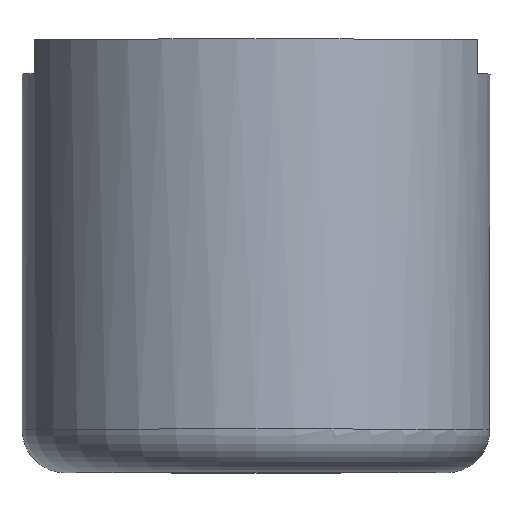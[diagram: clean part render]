
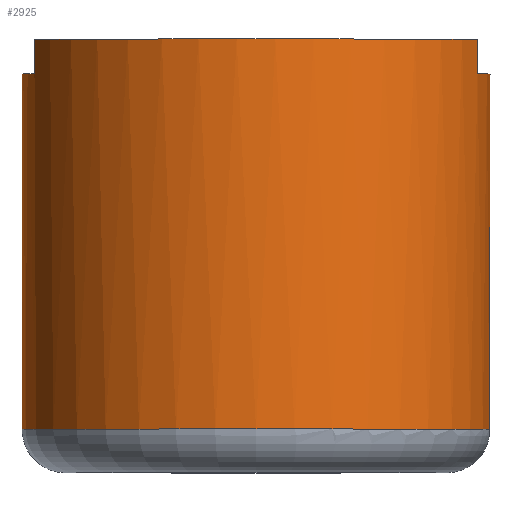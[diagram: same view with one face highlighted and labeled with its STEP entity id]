
A CAD part, top view. The second image highlights one B-rep face of the part: STEP entity #2925.
In plain terms, the highlighted cylindrical face has radius 27 mm (diameter 54 mm), a full revolution.
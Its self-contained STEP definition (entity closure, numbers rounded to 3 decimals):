
#35=CIRCLE('',#3067,27.);
#37=CIRCLE('',#3069,27.);
#57=CIRCLE('',#3097,27.);
#67=CIRCLE('',#3112,27.);
#68=CIRCLE('',#3113,27.);
#69=CIRCLE('',#3114,27.);
#80=CIRCLE('',#3135,27.);
#81=CIRCLE('',#3136,27.);
#82=CIRCLE('',#3137,27.);
#98=CYLINDRICAL_SURFACE('',#3134,27.);
#328=FACE_OUTER_BOUND('',#501,.T.);
#501=EDGE_LOOP('',(#2423,#2424,#2425,#2426,#2427,#2428,#2429,#2430,#2431,
#2432,#2433,#2434,#2435,#2436,#2437,#2438,#2439));
#717=LINE('',#5618,#984);
#718=LINE('',#5621,#985);
#719=LINE('',#5623,#986);
#720=LINE('',#5626,#987);
#721=LINE('',#5628,#988);
#984=VECTOR('',#3578,27.);
#985=VECTOR('',#3581,10.);
#986=VECTOR('',#3582,10.);
#987=VECTOR('',#3585,10.);
#988=VECTOR('',#3586,10.);
#1169=B_SPLINE_CURVE_WITH_KNOTS('',3,(#5409,#5410,#5411,#5412,#5413,#5414,
#5415,#5416,#5417),.UNSPECIFIED.,.F.,.F.,(4,1,1,1,1,1,4),(-1.62,
-1.389,-1.157,-0.926,-0.694,
-0.463,0.),.UNSPECIFIED.);
#1172=B_SPLINE_CURVE_WITH_KNOTS('',3,(#5490,#5491,#5492,#5493,#5494,#5495,
#5496,#5497,#5498,#5499),.UNSPECIFIED.,.F.,.F.,(4,1,1,1,1,1,1,4),(-2.003,
-1.772,-1.54,-1.309,-1.078,
-0.846,-0.615,-0.383),.UNSPECIFIED.);
#1334=VERTEX_POINT('',#5121);
#1335=VERTEX_POINT('',#5122);
#1338=VERTEX_POINT('',#5128);
#1339=VERTEX_POINT('',#5130);
#1359=VERTEX_POINT('',#5351);
#1363=VERTEX_POINT('',#5358);
#1365=VERTEX_POINT('',#5407);
#1366=VERTEX_POINT('',#5477);
#1376=VERTEX_POINT('',#5580);
#1377=VERTEX_POINT('',#5582);
#1383=VERTEX_POINT('',#5617);
#1384=VERTEX_POINT('',#5619);
#1385=VERTEX_POINT('',#5622);
#1386=VERTEX_POINT('',#5624);
#1387=VERTEX_POINT('',#5627);
#1673=EDGE_CURVE('',#1334,#1335,#35,.T.);
#1677=EDGE_CURVE('',#1338,#1339,#37,.T.);
#1710=EDGE_CURVE('',#1363,#1359,#57,.T.);
#1712=EDGE_CURVE('',#1365,#1363,#1169,.T.);
#1716=EDGE_CURVE('',#1359,#1366,#1172,.T.);
#1733=EDGE_CURVE('',#1376,#1377,#67,.T.);
#1734=EDGE_CURVE('',#1377,#1365,#68,.T.);
#1735=EDGE_CURVE('',#1366,#1376,#69,.T.);
#1752=EDGE_CURVE('',#1377,#1383,#717,.T.);
#1753=EDGE_CURVE('',#1384,#1383,#80,.T.);
#1754=EDGE_CURVE('',#1384,#1335,#718,.T.);
#1755=EDGE_CURVE('',#1385,#1334,#719,.T.);
#1756=EDGE_CURVE('',#1386,#1385,#81,.T.);
#1757=EDGE_CURVE('',#1386,#1339,#720,.T.);
#1758=EDGE_CURVE('',#1387,#1338,#721,.T.);
#1759=EDGE_CURVE('',#1383,#1387,#82,.T.);
#2423=ORIENTED_EDGE('',*,*,#1712,.F.);
#2424=ORIENTED_EDGE('',*,*,#1734,.F.);
#2425=ORIENTED_EDGE('',*,*,#1752,.T.);
#2426=ORIENTED_EDGE('',*,*,#1753,.F.);
#2427=ORIENTED_EDGE('',*,*,#1754,.T.);
#2428=ORIENTED_EDGE('',*,*,#1673,.F.);
#2429=ORIENTED_EDGE('',*,*,#1755,.F.);
#2430=ORIENTED_EDGE('',*,*,#1756,.F.);
#2431=ORIENTED_EDGE('',*,*,#1757,.T.);
#2432=ORIENTED_EDGE('',*,*,#1677,.F.);
#2433=ORIENTED_EDGE('',*,*,#1758,.F.);
#2434=ORIENTED_EDGE('',*,*,#1759,.F.);
#2435=ORIENTED_EDGE('',*,*,#1752,.F.);
#2436=ORIENTED_EDGE('',*,*,#1733,.F.);
#2437=ORIENTED_EDGE('',*,*,#1735,.F.);
#2438=ORIENTED_EDGE('',*,*,#1716,.F.);
#2439=ORIENTED_EDGE('',*,*,#1710,.F.);
#2925=ADVANCED_FACE('',(#328),#98,.T.);
#3067=AXIS2_PLACEMENT_3D('',#5123,#3423,#3424);
#3069=AXIS2_PLACEMENT_3D('',#5131,#3429,#3430);
#3097=AXIS2_PLACEMENT_3D('',#5360,#3491,#3492);
#3112=AXIS2_PLACEMENT_3D('',#5583,#3526,#3527);
#3113=AXIS2_PLACEMENT_3D('',#5584,#3528,#3529);
#3114=AXIS2_PLACEMENT_3D('',#5585,#3530,#3531);
#3134=AXIS2_PLACEMENT_3D('',#5616,#3576,#3577);
#3135=AXIS2_PLACEMENT_3D('',#5620,#3579,#3580);
#3136=AXIS2_PLACEMENT_3D('',#5625,#3583,#3584);
#3137=AXIS2_PLACEMENT_3D('',#5629,#3587,#3588);
#3423=DIRECTION('center_axis',(0.,1.,0.));
#3424=DIRECTION('ref_axis',(1.,0.,0.));
#3429=DIRECTION('center_axis',(0.,1.,0.));
#3430=DIRECTION('ref_axis',(1.,0.,0.));
#3491=DIRECTION('center_axis',(0.,-1.,0.));
#3492=DIRECTION('ref_axis',(0.,0.,-1.));
#3526=DIRECTION('center_axis',(0.,-1.,0.));
#3527=DIRECTION('ref_axis',(1.,0.,0.));
#3528=DIRECTION('center_axis',(0.,-1.,0.));
#3529=DIRECTION('ref_axis',(1.,0.,0.));
#3530=DIRECTION('center_axis',(0.,-1.,0.));
#3531=DIRECTION('ref_axis',(1.,0.,0.));
#3576=DIRECTION('center_axis',(0.,-1.,0.));
#3577=DIRECTION('ref_axis',(1.,0.,0.));
#3578=DIRECTION('',(0.,1.,0.));
#3579=DIRECTION('center_axis',(0.,1.,0.));
#3580=DIRECTION('ref_axis',(1.,0.,0.));
#3581=DIRECTION('',(0.,1.,0.));
#3582=DIRECTION('',(0.,1.,0.));
#3583=DIRECTION('center_axis',(0.,1.,0.));
#3584=DIRECTION('ref_axis',(1.,0.,0.));
#3585=DIRECTION('',(0.,1.,0.));
#3586=DIRECTION('',(0.,1.,0.));
#3587=DIRECTION('center_axis',(0.,1.,0.));
#3588=DIRECTION('ref_axis',(1.,0.,0.));
#5121=CARTESIAN_POINT('',(25.56,4.,-8.7));
#5122=CARTESIAN_POINT('',(-25.56,4.,-8.7));
#5123=CARTESIAN_POINT('Origin',(0.,4.,0.));
#5128=CARTESIAN_POINT('',(-25.56,4.,8.7));
#5130=CARTESIAN_POINT('',(25.56,4.,8.7));
#5131=CARTESIAN_POINT('Origin',(0.,4.,0.));
#5351=CARTESIAN_POINT('',(9.643,-30.,-25.219));
#5358=CARTESIAN_POINT('',(-9.643,-30.,-25.219));
#5360=CARTESIAN_POINT('Origin',(0.,-30.,0.));
#5407=CARTESIAN_POINT('',(-12.841,-41.,-23.751));
#5409=CARTESIAN_POINT('Ctrl Pts',(-12.841,-41.,-23.751));
#5410=CARTESIAN_POINT('Ctrl Pts',(-13.406,-40.611,-23.445));
#5411=CARTESIAN_POINT('Ctrl Pts',(-14.411,-39.624,-22.849));
#5412=CARTESIAN_POINT('Ctrl Pts',(-15.371,-37.59,-22.2));
#5413=CARTESIAN_POINT('Ctrl Pts',(-15.527,-35.216,-22.089));
#5414=CARTESIAN_POINT('Ctrl Pts',(-14.814,-33.02,-22.583));
#5415=CARTESIAN_POINT('Ctrl Pts',(-13.029,-30.78,-23.702));
#5416=CARTESIAN_POINT('Ctrl Pts',(-11.033,-30.,-24.688));
#5417=CARTESIAN_POINT('Ctrl Pts',(-9.643,-30.,-25.219));
#5477=CARTESIAN_POINT('',(12.841,-41.,-23.751));
#5490=CARTESIAN_POINT('Ctrl Pts',(9.643,-30.,-25.219));
#5491=CARTESIAN_POINT('Ctrl Pts',(10.338,-30.,-24.954));
#5492=CARTESIAN_POINT('Ctrl Pts',(11.703,-30.261,-24.363));
#5493=CARTESIAN_POINT('Ctrl Pts',(13.475,-31.34,-23.421));
#5494=CARTESIAN_POINT('Ctrl Pts',(14.816,-33.021,-22.583));
#5495=CARTESIAN_POINT('Ctrl Pts',(15.529,-35.214,-22.086));
#5496=CARTESIAN_POINT('Ctrl Pts',(15.37,-37.588,-22.201));
#5497=CARTESIAN_POINT('Ctrl Pts',(14.411,-39.624,-22.849));
#5498=CARTESIAN_POINT('Ctrl Pts',(13.406,-40.611,-23.445));
#5499=CARTESIAN_POINT('Ctrl Pts',(12.841,-41.,-23.751));
#5580=CARTESIAN_POINT('',(0.,-41.,27.));
#5582=CARTESIAN_POINT('',(-27.,-41.,0.));
#5583=CARTESIAN_POINT('Origin',(0.,-41.,0.));
#5584=CARTESIAN_POINT('Origin',(0.,-41.,0.));
#5585=CARTESIAN_POINT('Origin',(0.,-41.,0.));
#5616=CARTESIAN_POINT('Origin',(0.,0.,0.));
#5617=CARTESIAN_POINT('',(-27.,0.,0.));
#5618=CARTESIAN_POINT('',(-27.,0.,0.));
#5619=CARTESIAN_POINT('',(-25.56,0.,-8.7));
#5620=CARTESIAN_POINT('Origin',(0.,0.,0.));
#5621=CARTESIAN_POINT('',(-25.56,0.,-8.7));
#5622=CARTESIAN_POINT('',(25.56,0.,-8.7));
#5623=CARTESIAN_POINT('',(25.56,0.,-8.7));
#5624=CARTESIAN_POINT('',(25.56,0.,8.7));
#5625=CARTESIAN_POINT('Origin',(0.,0.,0.));
#5626=CARTESIAN_POINT('',(25.56,0.,8.7));
#5627=CARTESIAN_POINT('',(-25.56,0.,8.7));
#5628=CARTESIAN_POINT('',(-25.56,0.,8.7));
#5629=CARTESIAN_POINT('Origin',(0.,0.,0.));
